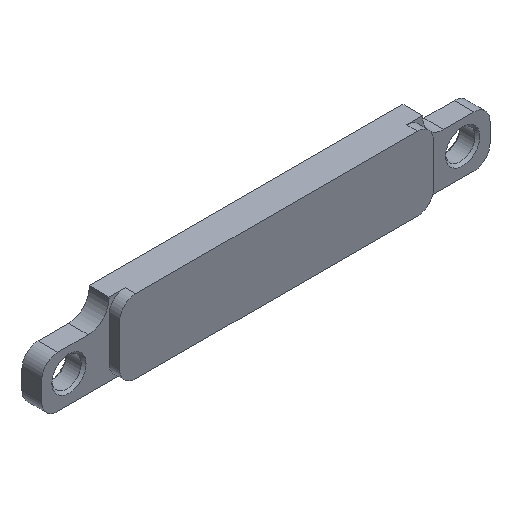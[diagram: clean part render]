
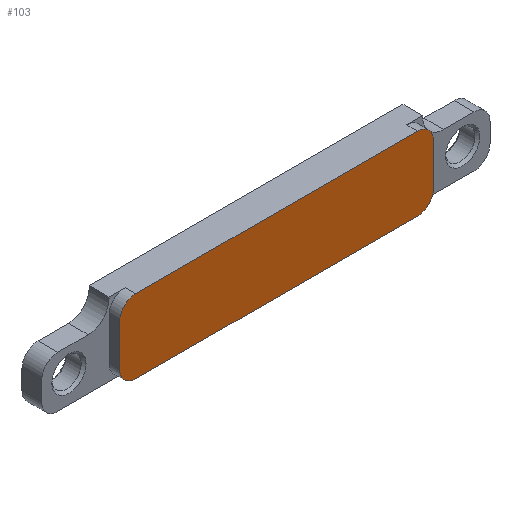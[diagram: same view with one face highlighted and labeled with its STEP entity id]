
A CAD part, isometric view. The second image highlights one B-rep face of the part: STEP entity #103.
In plain terms, the highlighted planar face has unit normal (0, -1, 0).
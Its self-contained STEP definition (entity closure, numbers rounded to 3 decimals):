
#69=CIRCLE('',#575,2.5);
#70=CIRCLE('',#576,2.5);
#71=CIRCLE('',#577,2.5);
#72=CIRCLE('',#578,2.5);
#103=ADVANCED_FACE('',(#147),#133,.F.);
#133=PLANE('',#579);
#147=FACE_OUTER_BOUND('',#168,.T.);
#168=EDGE_LOOP('',(#234,#235,#236,#237,#238,#239,#240,#241));
#234=ORIENTED_EDGE('',*,*,#408,.F.);
#235=ORIENTED_EDGE('',*,*,#432,.T.);
#236=ORIENTED_EDGE('',*,*,#429,.F.);
#237=ORIENTED_EDGE('',*,*,#433,.T.);
#238=ORIENTED_EDGE('',*,*,#410,.F.);
#239=ORIENTED_EDGE('',*,*,#434,.T.);
#240=ORIENTED_EDGE('',*,*,#414,.F.);
#241=ORIENTED_EDGE('',*,*,#435,.T.);
#356=VERTEX_POINT('',#805);
#357=VERTEX_POINT('',#807);
#358=VERTEX_POINT('',#811);
#359=VERTEX_POINT('',#812);
#362=VERTEX_POINT('',#820);
#363=VERTEX_POINT('',#821);
#375=VERTEX_POINT('',#849);
#376=VERTEX_POINT('',#851);
#408=EDGE_CURVE('',#356,#357,#482,.T.);
#410=EDGE_CURVE('',#358,#359,#484,.T.);
#414=EDGE_CURVE('',#362,#363,#488,.T.);
#429=EDGE_CURVE('',#375,#376,#503,.T.);
#432=EDGE_CURVE('',#356,#376,#69,.T.);
#433=EDGE_CURVE('',#375,#359,#70,.T.);
#434=EDGE_CURVE('',#358,#363,#71,.T.);
#435=EDGE_CURVE('',#362,#357,#72,.T.);
#482=LINE('',#806,#528);
#484=LINE('',#810,#530);
#488=LINE('',#819,#534);
#503=LINE('',#850,#549);
#528=VECTOR('',#637,1.);
#530=VECTOR('',#641,1.);
#534=VECTOR('',#647,1.);
#549=VECTOR('',#666,1.);
#575=AXIS2_PLACEMENT_3D('',#856,#671,#672);
#576=AXIS2_PLACEMENT_3D('',#857,#673,#674);
#577=AXIS2_PLACEMENT_3D('',#858,#675,#676);
#578=AXIS2_PLACEMENT_3D('',#859,#677,#678);
#579=AXIS2_PLACEMENT_3D('',#860,#679,#680);
#637=DIRECTION('',(0.,0.,-1.));
#641=DIRECTION('',(0.,0.,1.));
#647=DIRECTION('',(-1.,0.,0.));
#666=DIRECTION('',(1.,0.,0.));
#671=DIRECTION('',(0.,-1.,0.));
#672=DIRECTION('',(0.,0.,-1.));
#673=DIRECTION('',(0.,-1.,0.));
#674=DIRECTION('',(0.,0.,-1.));
#675=DIRECTION('',(0.,-1.,0.));
#676=DIRECTION('',(0.,0.,-1.));
#677=DIRECTION('',(0.,-1.,0.));
#678=DIRECTION('',(0.,0.,-1.));
#679=DIRECTION('',(0.,1.,0.));
#680=DIRECTION('',(0.,0.,-1.));
#805=CARTESIAN_POINT('',(24.5,6.5,-38.));
#806=CARTESIAN_POINT('',(24.5,6.5,-47.));
#807=CARTESIAN_POINT('',(24.5,6.5,-44.5));
#810=CARTESIAN_POINT('',(-24.5,6.5,-35.5));
#811=CARTESIAN_POINT('',(-24.5,6.5,-44.5));
#812=CARTESIAN_POINT('',(-24.5,6.5,-38.));
#819=CARTESIAN_POINT('',(-24.5,6.5,-47.));
#820=CARTESIAN_POINT('',(22.,6.5,-47.));
#821=CARTESIAN_POINT('',(-22.,6.5,-47.));
#849=CARTESIAN_POINT('',(-22.,6.5,-35.5));
#850=CARTESIAN_POINT('',(24.5,6.5,-35.5));
#851=CARTESIAN_POINT('',(22.,6.5,-35.5));
#856=CARTESIAN_POINT('',(22.,6.5,-38.));
#857=CARTESIAN_POINT('',(-22.,6.5,-38.));
#858=CARTESIAN_POINT('',(-22.,6.5,-44.5));
#859=CARTESIAN_POINT('',(22.,6.5,-44.5));
#860=CARTESIAN_POINT('',(0.,6.5,0.));
